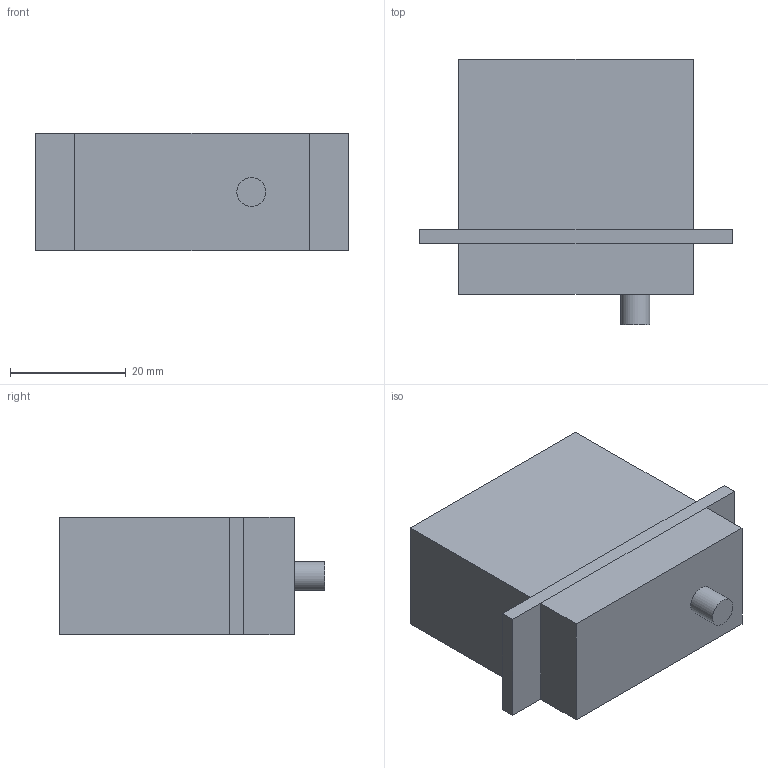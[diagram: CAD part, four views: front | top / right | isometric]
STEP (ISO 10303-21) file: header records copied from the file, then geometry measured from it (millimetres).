
FILE_DESCRIPTION(('FreeCAD Model'),'2;1');
FILE_NAME( 'Servo_KM5520MA.step' ,'2020-11-18T08:00:29',('Author'),(''), 'Open CASCADE STEP processor 7.3','FreeCAD','Unknown');
FILE_SCHEMA(('AUTOMOTIVE_DESIGN { 1 0 10303 214 1 1 1 1 }'));
Length unit declared in the file: millimetre
Products named in the file (1): Servo_KM5520MA
Bounding box: 54.2 x 45.9 x 20.3 mm (x, y, z)
Volume: 34178.6 mm3; surface area: 7289.2 mm2
Topology: 1 solids, 1 shells, 20 faces, 43 edges, 26 vertices
Faces by surface type: plane 19, cylinder 1
Full cylindrical faces by diameter (mm): 5 x1
Entity records: 1108 total; most frequent: CARTESIAN_POINT 182, DIRECTION 172, LINE 125, VECTOR 125, ORIENTED_EDGE 86, PCURVE 86, DEFINITIONAL_REPRESENTATION 86, EDGE_CURVE 43
